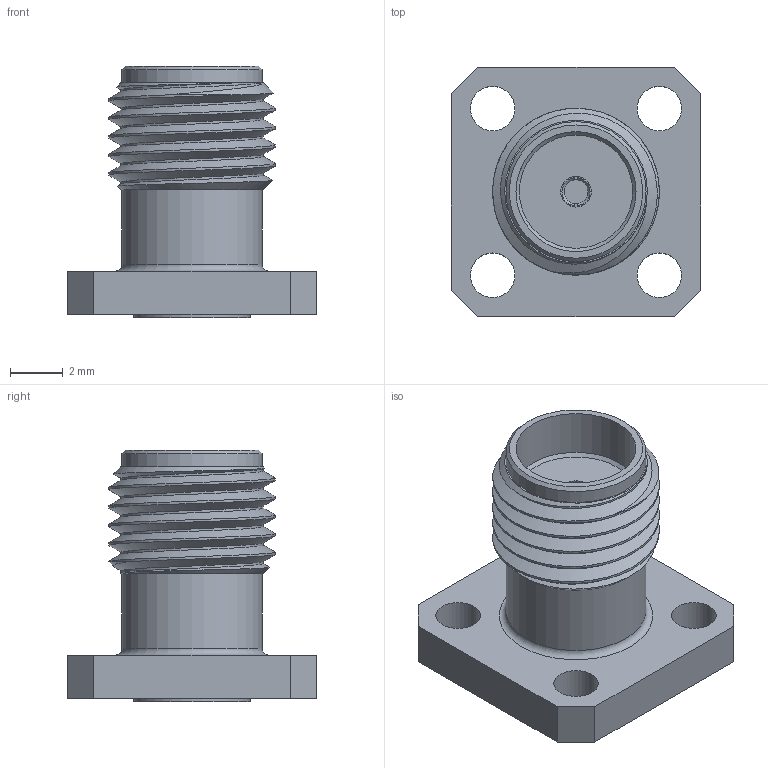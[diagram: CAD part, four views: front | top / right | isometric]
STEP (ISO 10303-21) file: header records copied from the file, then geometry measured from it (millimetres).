
FILE_DESCRIPTION (( 'STEP AP203' ), '1' );
FILE_NAME ('PE44000.step', '2020-04-22T16:24:13', ( '' ), ( '' ), 'SwSTEP 2.0', 'SolidWorks 2018', '' );
FILE_SCHEMA (( 'CONFIG_CONTROL_DESIGN' ));
Length unit declared in the file: inch
Products named in the file (1): PE44000
Bounding box: 9.52 x 9.52 x 9.58 mm (x, y, z)
Volume: 287.3 mm3; surface area: 525.1 mm2
Topology: 2 solids, 2 shells, 76 faces, 188 edges, 125 vertices
Faces by surface type: plane 45, cylinder 17, cone 10, bspline 3, torus 1
Full cylindrical faces by diameter (mm): 0.3 x1, 0.808 x1, 0.914 x1, 1.168 x1, 1.7 x4, 1.94 x1, 3.48 x2, 4.445 x1, 4.496 x1, 4.572 x1, 5.334 x2
Entity records: 3194 total; most frequent: CARTESIAN_POINT 1404, DIRECTION 350, ORIENTED_EDGE 326, EDGE_CURVE 163, AXIS2_PLACEMENT_3D 139, VERTEX_POINT 119, EDGE_LOOP 114, FACE_OUTER_BOUND 93
